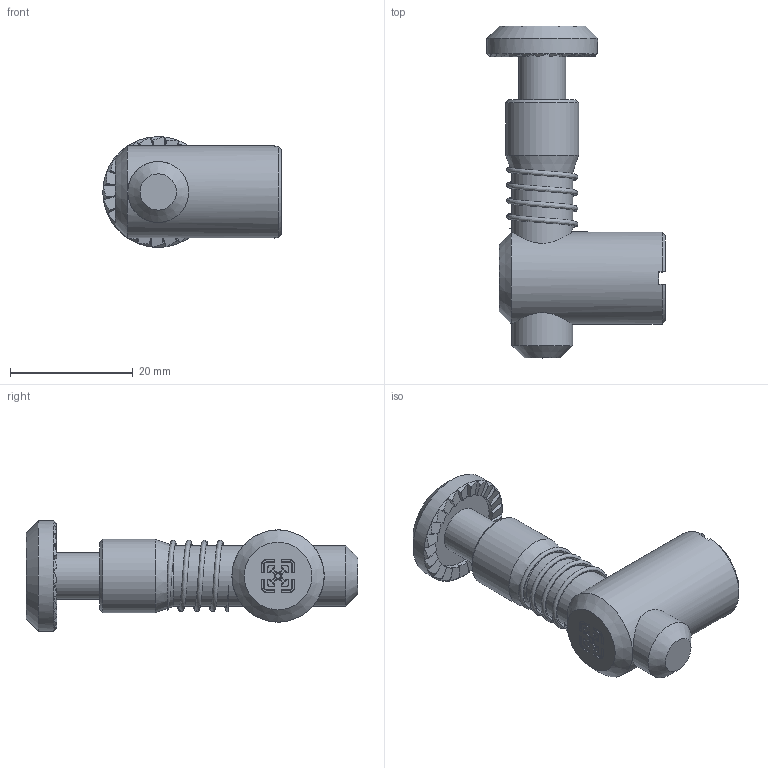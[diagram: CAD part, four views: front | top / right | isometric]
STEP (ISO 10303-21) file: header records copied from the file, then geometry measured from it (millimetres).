
FILE_DESCRIPTION(/* description */ ('Connessione universale'),/* implementation_level */ '2;1');
FILE_NAME(/* name */ 'PKE40-01.stp',/* time_stamp */ '2023-05-26T17:33:40+02:00',/* author */ ('stefan.nesic'),/* organization */ ('Microsoft'),/* preprocessor_version */ 'ST-DEVELOPER v18.1',/* originating_system */ 'Autodesk Inventor 2021',/* authorisation */ '');
FILE_SCHEMA (('CONFIG_CONTROL_DESIGN'));
Length unit declared in the file: millimetre
Products named in the file (1): PKE40-01
Bounding box: 29 x 54 x 18 mm (x, y, z)
Volume: 4804.1 mm3; surface area: 5007.1 mm2
Topology: 2 solids, 4 shells, 236 faces, 630 edges, 400 vertices
Faces by surface type: plane 163, cone 63, cylinder 8, bspline 2
Full cylindrical faces by diameter (mm): 7.6 x1, 8.5 x1, 9.9 x2, 11.9 x1, 13 x1, 15 x1, 18 x1
Entity records: 9053 total; most frequent: CARTESIAN_POINT 3085, DIRECTION 1266, ORIENTED_EDGE 1227, EDGE_CURVE 629, AXIS2_PLACEMENT_3D 448, VERTEX_POINT 400, LINE 370, VECTOR 370
